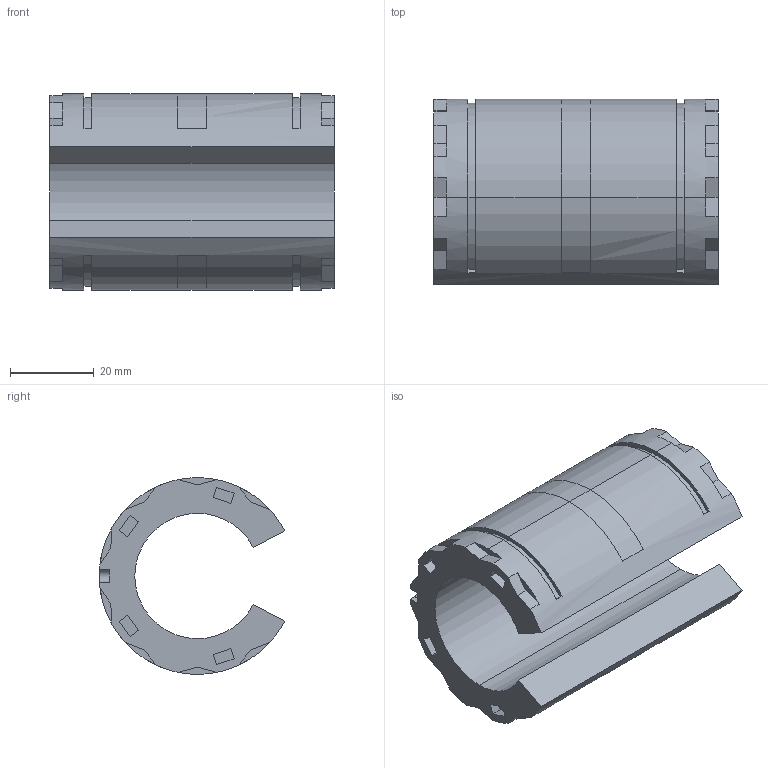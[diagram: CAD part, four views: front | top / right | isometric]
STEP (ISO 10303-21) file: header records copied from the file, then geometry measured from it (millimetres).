
FILE_DESCRIPTION (( 'STEP AP214' ), '1' );
FILE_NAME ('Danaher-SSEM OPN BEARING SIZE_SSEM30 OPN_.step', '2009-11-09T08:36:44', ( 'sysAdmin' ), ( 'SolidWorks' ), 'SwSTEP 2.0', 'SolidWorks 2009', '' );
FILE_SCHEMA (( 'AUTOMOTIVE_DESIGN' ));
Length unit declared in the file: millimetre
Products named in the file (1): Danaher-SSEM OPN BEARING SIZE_SSEM30 OPN_
Bounding box: 68 x 44.38 x 47 mm (x, y, z)
Volume: 58210.1 mm3; surface area: 17646.9 mm2
Topology: 1 solids, 1 shells, 133 faces, 367 edges, 244 vertices
Faces by surface type: plane 111, cylinder 22
Entity records: 5820 total; most frequent: CARTESIAN_POINT 845, ORIENTED_EDGE 734, DIRECTION 717, EDGE_CURVE 367, VECTOR 277, LINE 277, VERTEX_POINT 244, AXIS2_PLACEMENT_3D 220
